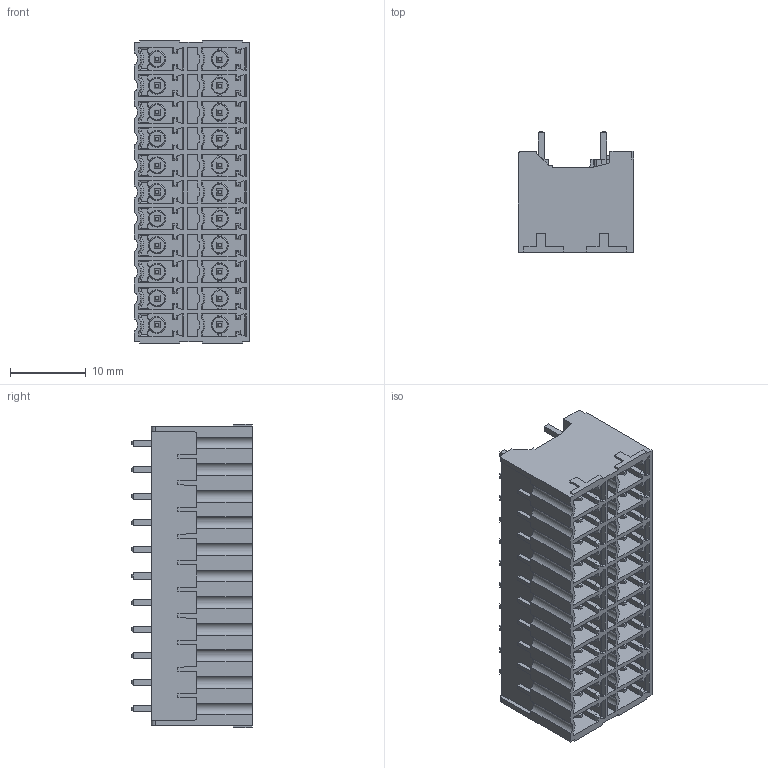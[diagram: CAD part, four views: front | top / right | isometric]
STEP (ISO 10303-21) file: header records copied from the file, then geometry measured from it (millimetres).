
FILE_DESCRIPTION((''),'2;1');
FILE_NAME('1','2024-09-10T14:06:03',('sheji109'),(''),'CREO PARAMETRIC BY PTC INC, 2018100','CREO PARAMETRIC BY PTC INC, 2018100','');
FILE_SCHEMA(('CONFIG_CONTROL_DESIGN'));
Products named in the file (1): 1
Bounding box: 15.2 x 15.9 x 39.9 mm (x, y, z)
Volume: 4656.3 mm3; surface area: 7417.5 mm2
Topology: 1 solids, 1 shells, 2231 faces, 6057 edges, 3905 vertices
Faces by surface type: plane 1789, cylinder 244, cone 165, bspline 22, torus 11
Entity records: 70564 total; most frequent: CARTESIAN_POINT 14934, ORIENTED_EDGE 12114, DIRECTION 10582, EDGE_CURVE 6057, VECTOR 5044, LINE 5044, VERTEX_POINT 3905, AXIS2_PLACEMENT_3D 2769
